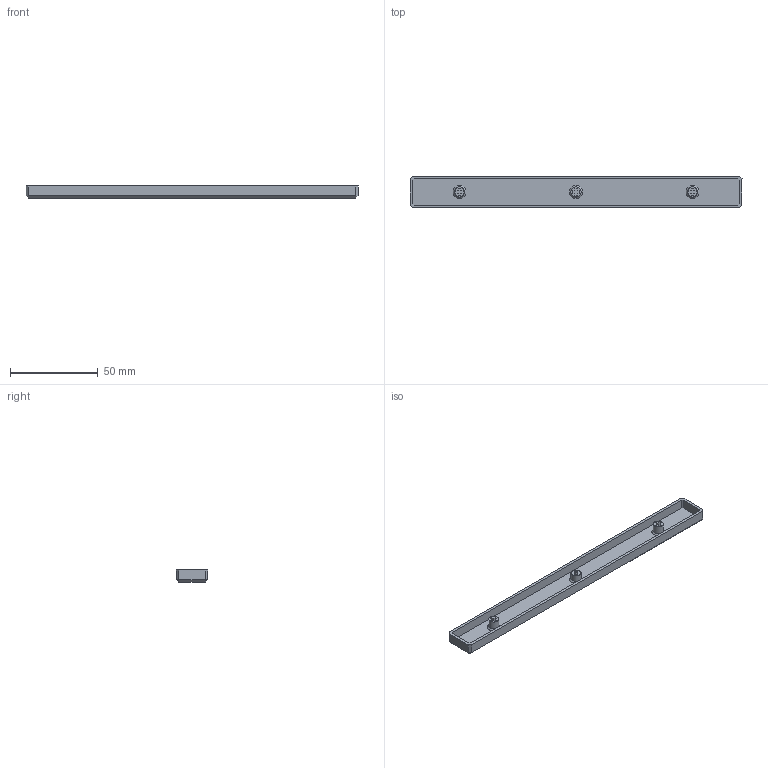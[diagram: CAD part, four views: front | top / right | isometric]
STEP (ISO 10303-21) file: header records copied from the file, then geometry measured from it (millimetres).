
FILE_DESCRIPTION(('HOOPS Exchange Step'),'2;1');
FILE_NAME('temp_export','2023-10-18T22:30:26+20:00',('jscotto'),('Shapr3D Limited'),'HOOPS Exchange 2023.2','Shapr3D','Authorized');
FILE_SCHEMA( ('AUTOMOTIVE_DESIGN { 1 0 10303 214 1 1 1 1 }') );
Length unit declared in the file: millimetre
Products named in the file (1): Chamfer - 10.00u
Bounding box: 189.5 x 18.05 x 6.9 mm (x, y, z)
Volume: 8255.1 mm3; surface area: 12044.4 mm2
Topology: 1 solids, 1 shells, 87 faces, 228 edges, 150 vertices
Faces by surface type: plane 69, cylinder 15, cone 3
Full cylindrical faces by diameter (mm): 5.8 x3
Entity records: 2680 total; most frequent: CARTESIAN_POINT 466, ORIENTED_EDGE 456, DIRECTION 446, EDGE_CURVE 228, VECTOR 186, LINE 186, VERTEX_POINT 150, AXIS2_PLACEMENT_3D 130
